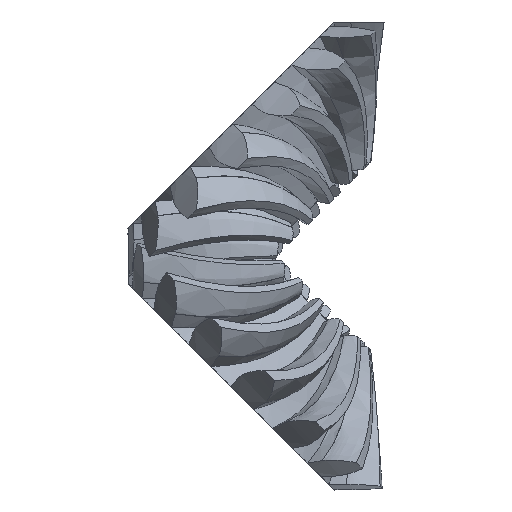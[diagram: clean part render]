
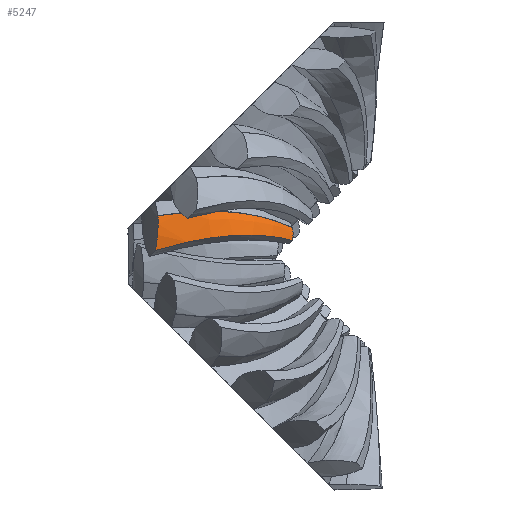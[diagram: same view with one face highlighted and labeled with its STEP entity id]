
A CAD part, front view. The second image highlights one B-rep face of the part: STEP entity #5247.
In plain terms, the highlighted free-form (B-spline) face has degree [3, 3] with [12, 4] control points.
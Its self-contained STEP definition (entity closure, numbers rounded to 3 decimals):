
#147=B_SPLINE_SURFACE_WITH_KNOTS('',3,3,((#15058,#15059,#15060,#15061),
(#15062,#15063,#15064,#15065),(#15066,#15067,#15068,#15069),(#15070,#15071,
#15072,#15073),(#15074,#15075,#15076,#15077),(#15078,#15079,#15080,#15081),
(#15082,#15083,#15084,#15085),(#15086,#15087,#15088,#15089),(#15090,#15091,
#15092,#15093),(#15094,#15095,#15096,#15097),(#15098,#15099,#15100,#15101),
(#15102,#15103,#15104,#15105)),.UNSPECIFIED.,.F.,.F.,.F.,(4,2,2,2,2,4),
(4,4),(0.,0.469,0.506,0.756,0.913,
1.),(0.001,1.),.UNSPECIFIED.);
#465=FACE_OUTER_BOUND('',#757,.T.);
#757=EDGE_LOOP('',(#4392,#4393,#4394,#4395,#4396));
#1294=B_SPLINE_CURVE_WITH_KNOTS('',3,(#14362,#14363,#14364,#14365,#14366,
#14367,#14368,#14369),.UNSPECIFIED.,.F.,.F.,(4,2,2,4),(-0.011,
-0.006,-0.001,0.),.UNSPECIFIED.);
#1345=B_SPLINE_CURVE_WITH_KNOTS('',3,(#15026,#15027,#15028,#15029,#15030,
#15031),.UNSPECIFIED.,.F.,.F.,(4,2,4),(0.001,0.523,
1.),.UNSPECIFIED.);
#1347=B_SPLINE_CURVE_WITH_KNOTS('',3,(#15107,#15108,#15109,#15110,#15111,
#15112,#15113,#15114,#15115,#15116),.UNSPECIFIED.,.F.,.F.,(4,3,3,4),(-1.,
-0.494,-0.244,0.),.UNSPECIFIED.);
#1348=B_SPLINE_CURVE_WITH_KNOTS('',3,(#15118,#15119,#15120,#15121),
 .UNSPECIFIED.,.F.,.F.,(4,4),(0.524,1.),.UNSPECIFIED.);
#1349=B_SPLINE_CURVE_WITH_KNOTS('',3,(#15122,#15123,#15124,#15125,#15126,
#15127),.UNSPECIFIED.,.F.,.F.,(4,2,4),(0.006,0.523,
0.524),.UNSPECIFIED.);
#2291=VERTEX_POINT('',#14356);
#2292=VERTEX_POINT('',#14361);
#2340=VERTEX_POINT('',#15021);
#2342=VERTEX_POINT('',#15106);
#2343=VERTEX_POINT('',#15117);
#3012=EDGE_CURVE('',#2291,#2292,#1294,.T.);
#3072=EDGE_CURVE('',#2291,#2340,#1345,.T.);
#3075=EDGE_CURVE('',#2340,#2342,#1347,.T.);
#3076=EDGE_CURVE('',#2343,#2342,#1348,.T.);
#3077=EDGE_CURVE('',#2292,#2343,#1349,.T.);
#4392=ORIENTED_EDGE('',*,*,#3012,.F.);
#4393=ORIENTED_EDGE('',*,*,#3072,.T.);
#4394=ORIENTED_EDGE('',*,*,#3075,.T.);
#4395=ORIENTED_EDGE('',*,*,#3076,.F.);
#4396=ORIENTED_EDGE('',*,*,#3077,.F.);
#5247=ADVANCED_FACE('',(#465),#147,.F.);
#14356=CARTESIAN_POINT('',(-4.642,-12.718,-25.886));
#14361=CARTESIAN_POINT('',(-4.377,-12.201,-21.957));
#14362=CARTESIAN_POINT('Ctrl Pts',(-4.642,-12.718,
-25.886));
#14363=CARTESIAN_POINT('Ctrl Pts',(-4.462,-12.803,-24.739));
#14364=CARTESIAN_POINT('Ctrl Pts',(-4.377,-12.718,
-23.849));
#14365=CARTESIAN_POINT('Ctrl Pts',(-4.321,-12.474,-22.572));
#14366=CARTESIAN_POINT('Ctrl Pts',(-4.348,-12.315,-22.181));
#14367=CARTESIAN_POINT('Ctrl Pts',(-4.373,-12.213,
-21.978));
#14368=CARTESIAN_POINT('Ctrl Pts',(-4.376,-12.203,
-21.96));
#14369=CARTESIAN_POINT('Ctrl Pts',(-4.377,-12.201,-21.957));
#15021=CARTESIAN_POINT('',(10.892,-6.984,-24.761));
#15026=CARTESIAN_POINT('Ctrl Pts',(-4.642,-12.718,
-25.886));
#15027=CARTESIAN_POINT('Ctrl Pts',(-1.387,-12.975,
-24.907));
#15028=CARTESIAN_POINT('Ctrl Pts',(1.583,-12.575,-24.337));
#15029=CARTESIAN_POINT('Ctrl Pts',(6.713,-10.552,-24.032));
#15030=CARTESIAN_POINT('Ctrl Pts',(8.922,-9.041,-24.226));
#15031=CARTESIAN_POINT('Ctrl Pts',(10.892,-6.984,-24.761));
#15058=CARTESIAN_POINT('Ctrl Pts',(-4.642,-12.718,
-25.886));
#15059=CARTESIAN_POINT('Ctrl Pts',(1.581,-13.21,-24.014));
#15060=CARTESIAN_POINT('Ctrl Pts',(6.76,-11.298,-23.639));
#15061=CARTESIAN_POINT('Ctrl Pts',(10.892,-6.984,-24.761));
#15062=CARTESIAN_POINT('Ctrl Pts',(-4.512,-12.787,
-24.951));
#15063=CARTESIAN_POINT('Ctrl Pts',(1.693,-13.111,-23.191));
#15064=CARTESIAN_POINT('Ctrl Pts',(6.843,-11.151,-23.005));
#15065=CARTESIAN_POINT('Ctrl Pts',(10.938,-6.907,-24.393));
#15066=CARTESIAN_POINT('Ctrl Pts',(-4.443,-12.742,
-24.1));
#15067=CARTESIAN_POINT('Ctrl Pts',(1.729,-12.944,-22.51));
#15068=CARTESIAN_POINT('Ctrl Pts',(6.86,-10.964,-22.5));
#15069=CARTESIAN_POINT('Ctrl Pts',(10.95,-6.8,-24.068));
#15070=CARTESIAN_POINT('Ctrl Pts',(-4.421,-12.619,
-23.359));
#15071=CARTESIAN_POINT('Ctrl Pts',(1.715,-12.723,-21.898));
#15072=CARTESIAN_POINT('Ctrl Pts',(6.835,-10.744,-22.042));
#15073=CARTESIAN_POINT('Ctrl Pts',(10.938,-6.681,-23.792));
#15074=CARTESIAN_POINT('Ctrl Pts',(-4.419,-12.61,
-23.306));
#15075=CARTESIAN_POINT('Ctrl Pts',(1.714,-12.707,-21.854));
#15076=CARTESIAN_POINT('Ctrl Pts',(6.833,-10.728,-22.01));
#15077=CARTESIAN_POINT('Ctrl Pts',(10.937,-6.672,-23.773));
#15078=CARTESIAN_POINT('Ctrl Pts',(-4.411,-12.534,-22.902));
#15079=CARTESIAN_POINT('Ctrl Pts',(1.701,-12.582,-21.531));
#15080=CARTESIAN_POINT('Ctrl Pts',(6.815,-10.606,-21.771));
#15081=CARTESIAN_POINT('Ctrl Pts',(10.928,-6.604,-23.624));
#15082=CARTESIAN_POINT('Ctrl Pts',(-4.418,-12.451,
-22.601));
#15083=CARTESIAN_POINT('Ctrl Pts',(1.679,-12.48,-21.321));
#15084=CARTESIAN_POINT('Ctrl Pts',(6.79,-10.511,-21.625));
#15085=CARTESIAN_POINT('Ctrl Pts',(10.914,-6.544,-23.514));
#15086=CARTESIAN_POINT('Ctrl Pts',(-4.438,-12.322,
-22.23));
#15087=CARTESIAN_POINT('Ctrl Pts',(1.643,-12.347,-21.081));
#15088=CARTESIAN_POINT('Ctrl Pts',(6.752,-10.394,-21.465));
#15089=CARTESIAN_POINT('Ctrl Pts',(10.889,-6.461,-23.383));
#15090=CARTESIAN_POINT('Ctrl Pts',(-4.449,-12.273,
-22.116));
#15091=CARTESIAN_POINT('Ctrl Pts',(1.63,-12.305,-21.013));
#15092=CARTESIAN_POINT('Ctrl Pts',(6.739,-10.358,-21.422));
#15093=CARTESIAN_POINT('Ctrl Pts',(10.878,-6.432,-23.342));
#15094=CARTESIAN_POINT('Ctrl Pts',(-4.462,-12.219,
-22.005));
#15095=CARTESIAN_POINT('Ctrl Pts',(1.613,-12.255,-20.942));
#15096=CARTESIAN_POINT('Ctrl Pts',(6.722,-10.316,-21.375));
#15097=CARTESIAN_POINT('Ctrl Pts',(10.867,-6.403,-23.305));
#15098=CARTESIAN_POINT('Ctrl Pts',(-4.465,-12.204,
-21.979));
#15099=CARTESIAN_POINT('Ctrl Pts',(1.609,-12.245,-20.929));
#15100=CARTESIAN_POINT('Ctrl Pts',(6.719,-10.308,-21.368));
#15101=CARTESIAN_POINT('Ctrl Pts',(10.864,-6.396,-23.296));
#15102=CARTESIAN_POINT('Ctrl Pts',(-4.467,-12.201,
-21.973));
#15103=CARTESIAN_POINT('Ctrl Pts',(1.608,-12.243,-20.927));
#15104=CARTESIAN_POINT('Ctrl Pts',(6.718,-10.308,-21.367));
#15105=CARTESIAN_POINT('Ctrl Pts',(10.864,-6.394,-23.294));
#15106=CARTESIAN_POINT('',(10.864,-6.394,-23.294));
#15107=CARTESIAN_POINT('Ctrl Pts',(10.892,-6.984,-24.761));
#15108=CARTESIAN_POINT('Ctrl Pts',(10.942,-6.9,-24.364));
#15109=CARTESIAN_POINT('Ctrl Pts',(10.952,-6.783,-24.016));
#15110=CARTESIAN_POINT('Ctrl Pts',(10.936,-6.663,-23.753));
#15111=CARTESIAN_POINT('Ctrl Pts',(10.928,-6.604,-23.624));
#15112=CARTESIAN_POINT('Ctrl Pts',(10.914,-6.544,-23.514));
#15113=CARTESIAN_POINT('Ctrl Pts',(10.899,-6.493,-23.433));
#15114=CARTESIAN_POINT('Ctrl Pts',(10.884,-6.444,-23.355));
#15115=CARTESIAN_POINT('Ctrl Pts',(10.866,-6.399,-23.3));
#15116=CARTESIAN_POINT('Ctrl Pts',(10.864,-6.394,-23.294));
#15117=CARTESIAN_POINT('',(4.284,-10.64,-21.553));
#15118=CARTESIAN_POINT('Ctrl Pts',(4.284,-10.64,-21.553));
#15119=CARTESIAN_POINT('Ctrl Pts',(6.696,-9.673,-21.796));
#15120=CARTESIAN_POINT('Ctrl Pts',(8.889,-8.258,-22.377));
#15121=CARTESIAN_POINT('Ctrl Pts',(10.864,-6.394,-23.294));
#15122=CARTESIAN_POINT('Ctrl Pts',(-4.377,-12.201,
-21.957));
#15123=CARTESIAN_POINT('Ctrl Pts',(-1.234,-12.213,
-21.423));
#15124=CARTESIAN_POINT('Ctrl Pts',(1.65,-11.694,-21.288));
#15125=CARTESIAN_POINT('Ctrl Pts',(4.278,-10.642,-21.552));
#15126=CARTESIAN_POINT('Ctrl Pts',(4.281,-10.641,-21.552));
#15127=CARTESIAN_POINT('Ctrl Pts',(4.284,-10.64,-21.553));
